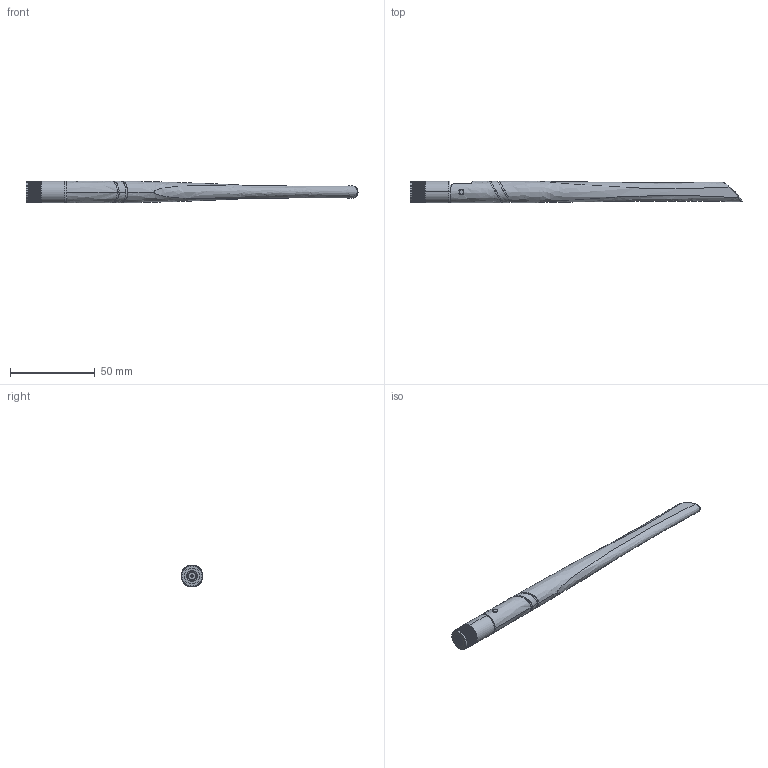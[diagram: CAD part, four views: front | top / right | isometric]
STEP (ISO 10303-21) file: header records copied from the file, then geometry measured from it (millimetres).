
FILE_DESCRIPTION (( 'STEP AP214' ), '1' );
FILE_NAME ('LCANRBD1059_3D.step', '2024-07-22T22:07:16', ( '' ), ( '' ), 'SwSTEP 2.0', 'SolidWorks 2022', '' );
FILE_SCHEMA (( 'AUTOMOTIVE_DESIGN' ));
Length unit declared in the file: inch
Products named in the file (3): LCANRBD1059_3D; LCANRBD1059_Connector^LCANRBD1059; LCANRBD1059^LCANRBD1059
Assembly tree (2 placements, depth 2):
  LCANRBD1059_3D
    LCANRBD1059^LCANRBD1059
    LCANRBD1059_Connector^LCANRBD1059
Bounding box: 196.33 x 13 x 13.01 mm (x, y, z)
Volume: 18192.3 mm3; surface area: 8313.6 mm2
Topology: 2 solids, 2 shells, 359 faces, 951 edges, 612 vertices
Faces by surface type: cylinder 182, plane 135, cone 26, bspline 12, sphere 2, torus 2
Entity records: 18520 total; most frequent: CARTESIAN_POINT 5694, ORIENTED_EDGE 1894, DIRECTION 1735, EDGE_CURVE 947, AXIS2_PLACEMENT_3D 649, VERTEX_POINT 612, LINE 437, VECTOR 437
